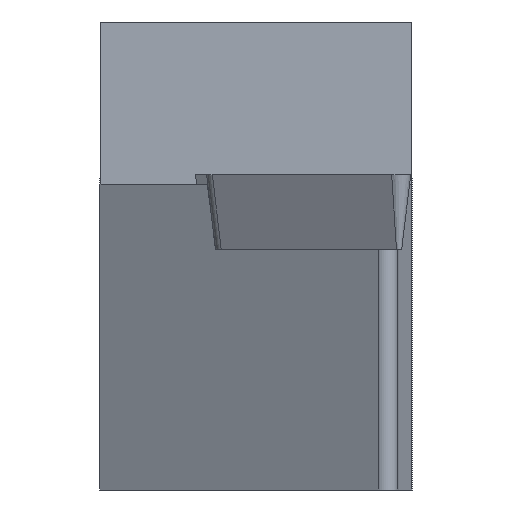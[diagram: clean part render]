
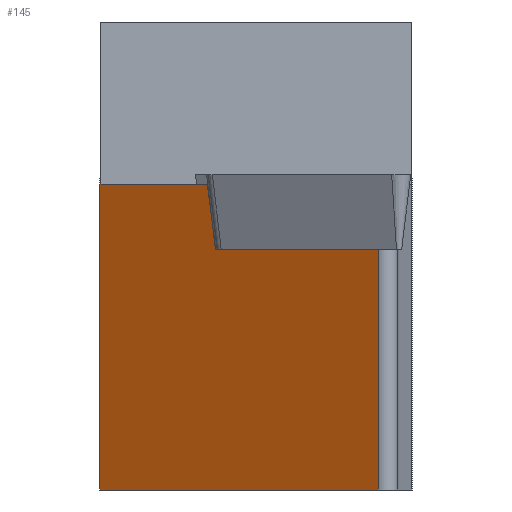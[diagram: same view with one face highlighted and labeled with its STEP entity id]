
A CAD part, left-side view. The second image highlights one B-rep face of the part: STEP entity #145.
In plain terms, the highlighted planar face has unit normal (-0.848, 0.53, 0).
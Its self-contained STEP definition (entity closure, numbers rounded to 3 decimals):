
#145=ADVANCED_FACE('',(#194),#173,.F.);
#173=PLANE('',#629);
#194=FACE_OUTER_BOUND('',#222,.T.);
#222=EDGE_LOOP('',(#292,#293,#294,#295,#296,#297));
#292=ORIENTED_EDGE('',*,*,#462,.T.);
#293=ORIENTED_EDGE('',*,*,#463,.T.);
#294=ORIENTED_EDGE('',*,*,#461,.F.);
#295=ORIENTED_EDGE('',*,*,#430,.T.);
#296=ORIENTED_EDGE('',*,*,#451,.F.);
#297=ORIENTED_EDGE('',*,*,#464,.F.);
#383=VERTEX_POINT('',#803);
#384=VERTEX_POINT('',#804);
#399=VERTEX_POINT('',#845);
#403=VERTEX_POINT('',#858);
#407=VERTEX_POINT('',#868);
#408=VERTEX_POINT('',#869);
#430=EDGE_CURVE('',#383,#384,#501,.T.);
#451=EDGE_CURVE('',#399,#384,#521,.T.);
#461=EDGE_CURVE('',#383,#403,#528,.T.);
#462=EDGE_CURVE('',#407,#408,#529,.T.);
#463=EDGE_CURVE('',#408,#403,#530,.T.);
#464=EDGE_CURVE('',#407,#399,#531,.T.);
#501=LINE('',#802,#558);
#521=LINE('',#846,#578);
#528=LINE('',#865,#585);
#529=LINE('',#867,#586);
#530=LINE('',#870,#587);
#531=LINE('',#871,#588);
#558=VECTOR('',#660,1.);
#578=VECTOR('',#694,1.);
#585=VECTOR('',#711,1.);
#586=VECTOR('',#714,1.);
#587=VECTOR('',#715,1.);
#588=VECTOR('',#716,1.);
#629=AXIS2_PLACEMENT_3D('',#872,#717,#718);
#660=DIRECTION('',(0.,0.,-1.));
#694=DIRECTION('',(0.53,0.848,0.));
#711=DIRECTION('',(-0.53,-0.848,0.));
#714=DIRECTION('',(0.53,0.848,0.));
#715=DIRECTION('',(0.079,0.126,0.989));
#716=DIRECTION('',(0.,0.,-1.));
#717=DIRECTION('',(0.848,-0.53,0.));
#718=DIRECTION('',(0.53,0.848,0.));
#802=CARTESIAN_POINT('',(6.711,0.,222.266));
#803=CARTESIAN_POINT('',(6.711,0.,-0.2));
#804=CARTESIAN_POINT('',(6.711,0.,-10.));
#845=CARTESIAN_POINT('',(1.139,-8.917,-10.));
#846=CARTESIAN_POINT('',(4.827,-3.016,-10.));
#858=CARTESIAN_POINT('',(4.562,-3.439,-0.2));
#865=CARTESIAN_POINT('',(4.827,-3.016,-0.2));
#867=CARTESIAN_POINT('',(6.711,0.,-2.28));
#868=CARTESIAN_POINT('',(1.139,-8.917,-2.28));
#869=CARTESIAN_POINT('',(4.397,-3.703,-2.28));
#870=CARTESIAN_POINT('',(21.892,24.294,217.972));
#871=CARTESIAN_POINT('',(1.139,-8.917,222.266));
#872=CARTESIAN_POINT('',(6.711,0.,222.266));
